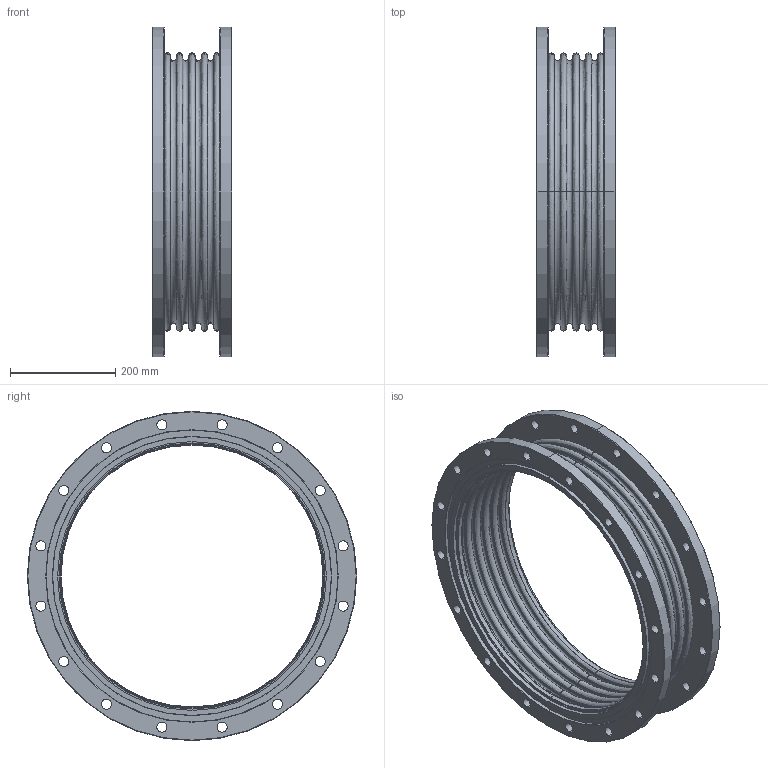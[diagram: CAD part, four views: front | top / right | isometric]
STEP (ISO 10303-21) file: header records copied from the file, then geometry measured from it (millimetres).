
FILE_DESCRIPTION( (''), '2;1');
FILE_NAME ('CAD716.5368.IF500_238.stp','2016-11-16T14:52:46',(''),(''),'spGate 12.6.6','','');
FILE_SCHEMA (('AUTOMOTIVE_DESIGN'));
Length unit declared in the file: millimetre
Products named in the file (4): Assembly; IF500-1; IF500-2; IF500-3
Assembly tree (3 placements, depth 2):
  Assembly
    IF500-1
    IF500-2
    IF500-3
Bounding box: 150 x 625 x 625 mm (x, y, z)
Volume: 4603689.9 mm3; surface area: 1402997.6 mm2
Topology: 3 solids, 3 shells, 188 faces, 440 edges, 284 vertices
Faces by surface type: cylinder 88, bspline 68, plane 32
Entity records: 10380 total; most frequent: CARTESIAN_POINT 2584, ORIENTED_EDGE 880, DIRECTION 824, COLOUR_RGB 631, PRESENTATION_STYLE_ASSIGNMENT 631, STYLED_ITEM 631, EDGE_CURVE 440, DRAUGHTING_PRE_DEFINED_CURVE_FONT 440
